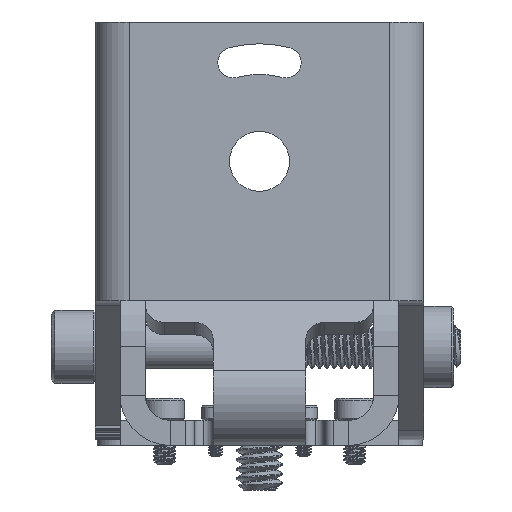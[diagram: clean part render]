
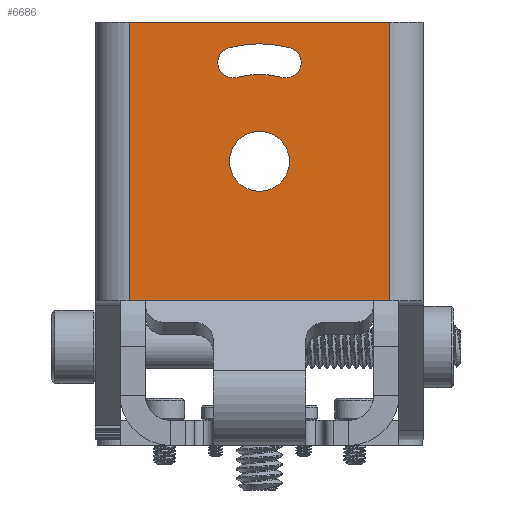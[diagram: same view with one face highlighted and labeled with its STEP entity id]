
A CAD part, front view. The second image highlights one B-rep face of the part: STEP entity #6686.
In plain terms, the highlighted planar face has unit normal (0, -1, 0).
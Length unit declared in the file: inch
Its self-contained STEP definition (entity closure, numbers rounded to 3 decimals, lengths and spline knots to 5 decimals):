
#6 = VECTOR ( 'NONE', #5519, 39.37008 ) ;
#1283 = VERTEX_POINT ( 'NONE', #3345 ) ;
#1396 = VERTEX_POINT ( 'NONE', #25667 ) ;
#1559 = CARTESIAN_POINT ( 'NONE',  ( -0.7, 0., 0.75 ) ) ;
#1942 = VECTOR ( 'NONE', #17822, 39.37008 ) ;
#2056 = CARTESIAN_POINT ( 'NONE',  ( 0., 0., 0. ) ) ;
#2881 = CARTESIAN_POINT ( 'NONE',  ( -0.7, 0., 0.75 ) ) ;
#3345 = CARTESIAN_POINT ( 'NONE',  ( 0., 0., -0.1615 ) ) ;
#3586 = CARTESIAN_POINT ( 'NONE',  ( 0.121, 0., 0.45157 ) ) ;
#3869 = CARTESIAN_POINT ( 'NONE',  ( 0., 0., 0. ) ) ;
#4066 = AXIS2_PLACEMENT_3D ( 'NONE', #36187, #17550, #26736 ) ;
#4468 = DIRECTION ( 'NONE',  ( 0., 1., 0. ) ) ;
#4585 = EDGE_CURVE ( 'NONE', #25479, #32820, #6223, .T. ) ;
#5519 = DIRECTION ( 'NONE',  ( -1., 0., 0. ) ) ;
#5726 = ORIENTED_EDGE ( 'NONE', *, *, #26121, .F. ) ;
#5768 = DIRECTION ( 'NONE',  ( 0., -1., 0. ) ) ;
#6223 = CIRCLE ( 'NONE', #25892, 0.6325 ) ;
#6560 = ORIENTED_EDGE ( 'NONE', *, *, #25057, .T. ) ;
#6686 = ADVANCED_FACE ( 'NONE', ( #11966, #27742, #16133 ), #10175, .F. ) ;
#6836 = CIRCLE ( 'NONE', #34296, 0.4675 ) ;
#7478 = DIRECTION ( 'NONE',  ( 0., 0., 1. ) ) ;
#7559 = ORIENTED_EDGE ( 'NONE', *, *, #31215, .F. ) ;
#7761 = CARTESIAN_POINT ( 'NONE',  ( -0.121, 0., 0.45157 ) ) ;
#8064 = CARTESIAN_POINT ( 'NONE',  ( 0.7, 0., -0.75 ) ) ;
#8326 = DIRECTION ( 'NONE',  ( 0., -1., 0. ) ) ;
#8380 = EDGE_CURVE ( 'NONE', #36209, #33265, #11471, .T. ) ;
#8787 = ORIENTED_EDGE ( 'NONE', *, *, #11182, .F. ) ;
#9156 = AXIS2_PLACEMENT_3D ( 'NONE', #29649, #29850, #38871 ) ;
#9592 = DIRECTION ( 'NONE',  ( 0., 1., 0. ) ) ;
#9766 = EDGE_LOOP ( 'NONE', ( #19478, #6560 ) ) ;
#9886 = CARTESIAN_POINT ( 'NONE',  ( -0.75, 0., 0.75 ) ) ;
#9905 = ORIENTED_EDGE ( 'NONE', *, *, #15513, .F. ) ;
#10175 = PLANE ( 'NONE',  #37494 ) ;
#10269 = DIRECTION ( 'NONE',  ( 0., 0., 1. ) ) ;
#10594 = CIRCLE ( 'NONE', #25880, 0.1615 ) ;
#11182 = EDGE_CURVE ( 'NONE', #36209, #19425, #12817, .T. ) ;
#11238 = AXIS2_PLACEMENT_3D ( 'NONE', #3869, #16025, #28232 ) ;
#11471 = LINE ( 'NONE', #2881, #1942 ) ;
#11769 = CARTESIAN_POINT ( 'NONE',  ( 0., 0., 0.4675 ) ) ;
#11881 = VECTOR ( 'NONE', #38053, 39.37008 ) ;
#11966 = FACE_BOUND ( 'NONE', #33894, .T. ) ;
#12393 = CARTESIAN_POINT ( 'NONE',  ( 0., 0., 0. ) ) ;
#12817 = LINE ( 'NONE', #9886, #30807 ) ;
#13979 = EDGE_LOOP ( 'NONE', ( #33075, #8787, #32228, #9905 ) ) ;
#14083 = CIRCLE ( 'NONE', #32005, 0.6325 ) ;
#15513 = EDGE_CURVE ( 'NONE', #1396, #33265, #30465, .T. ) ;
#15938 = DIRECTION ( 'NONE',  ( 0., 0., 1. ) ) ;
#16025 = DIRECTION ( 'NONE',  ( 0., 1., 0. ) ) ;
#16133 = FACE_OUTER_BOUND ( 'NONE', #13979, .T. ) ;
#16228 = CARTESIAN_POINT ( 'NONE',  ( 0., 0., 0. ) ) ;
#17550 = DIRECTION ( 'NONE',  ( 0., -1., 0. ) ) ;
#17822 = DIRECTION ( 'NONE',  ( 0., 0., -1. ) ) ;
#18668 = CIRCLE ( 'NONE', #9156, 0.1615 ) ;
#19425 = VERTEX_POINT ( 'NONE', #27625 ) ;
#19478 = ORIENTED_EDGE ( 'NONE', *, *, #38311, .T. ) ;
#20246 = DIRECTION ( 'NONE',  ( 0., 0., 1. ) ) ;
#21243 = CIRCLE ( 'NONE', #4066, 0.0825 ) ;
#21313 = EDGE_CURVE ( 'NONE', #38322, #25479, #14083, .T. ) ;
#21994 = VERTEX_POINT ( 'NONE', #3586 ) ;
#22014 = DIRECTION ( 'NONE',  ( 1., 0., 0. ) ) ;
#22397 = DIRECTION ( 'NONE',  ( 0., 1., 0. ) ) ;
#22618 = ORIENTED_EDGE ( 'NONE', *, *, #28657, .F. ) ;
#23193 = LINE ( 'NONE', #8064, #11881 ) ;
#23201 = CARTESIAN_POINT ( 'NONE',  ( 0.1637, 0., 0.61095 ) ) ;
#23304 = CIRCLE ( 'NONE', #32284, 0.0825 ) ;
#25057 = EDGE_CURVE ( 'NONE', #1283, #33906, #18668, .T. ) ;
#25479 = VERTEX_POINT ( 'NONE', #37650 ) ;
#25667 = CARTESIAN_POINT ( 'NONE',  ( 0.7, 0., -0.75 ) ) ;
#25880 = AXIS2_PLACEMENT_3D ( 'NONE', #2056, #4468, #7478 ) ;
#25892 = AXIS2_PLACEMENT_3D ( 'NONE', #29093, #8326, #32518 ) ;
#26121 = EDGE_CURVE ( 'NONE', #32820, #31678, #21243, .T. ) ;
#26736 = DIRECTION ( 'NONE',  ( 0., 0., 1. ) ) ;
#27625 = CARTESIAN_POINT ( 'NONE',  ( 0.7, 0., 0.75 ) ) ;
#27742 = FACE_BOUND ( 'NONE', #9766, .T. ) ;
#28232 = DIRECTION ( 'NONE',  ( 0., 0., 1. ) ) ;
#28457 = CIRCLE ( 'NONE', #11238, 0.4675 ) ;
#28657 = EDGE_CURVE ( 'NONE', #21994, #38322, #23304, .T. ) ;
#28995 = CARTESIAN_POINT ( 'NONE',  ( -0.1637, 0., 0.61095 ) ) ;
#29093 = CARTESIAN_POINT ( 'NONE',  ( 0., 0., 0. ) ) ;
#29649 = CARTESIAN_POINT ( 'NONE',  ( 0., 0., 0. ) ) ;
#29850 = DIRECTION ( 'NONE',  ( 0., 1., 0. ) ) ;
#30050 = CARTESIAN_POINT ( 'NONE',  ( -0.75, 0., -0.75 ) ) ;
#30465 = LINE ( 'NONE', #30050, #6 ) ;
#30807 = VECTOR ( 'NONE', #22014, 39.37008 ) ;
#30812 = DIRECTION ( 'NONE',  ( 0., -1., 0. ) ) ;
#31215 = EDGE_CURVE ( 'NONE', #33957, #21994, #28457, .T. ) ;
#31678 = VERTEX_POINT ( 'NONE', #7761 ) ;
#32005 = AXIS2_PLACEMENT_3D ( 'NONE', #12393, #30812, #20246 ) ;
#32228 = ORIENTED_EDGE ( 'NONE', *, *, #8380, .T. ) ;
#32284 = AXIS2_PLACEMENT_3D ( 'NONE', #39146, #5768, #39350 ) ;
#32329 = ORIENTED_EDGE ( 'NONE', *, *, #38180, .F. ) ;
#32518 = DIRECTION ( 'NONE',  ( 0., 0., 1. ) ) ;
#32728 = CARTESIAN_POINT ( 'NONE',  ( -0.7, 0., -0.75 ) ) ;
#32820 = VERTEX_POINT ( 'NONE', #28995 ) ;
#33075 = ORIENTED_EDGE ( 'NONE', *, *, #37212, .T. ) ;
#33265 = VERTEX_POINT ( 'NONE', #32728 ) ;
#33385 = CARTESIAN_POINT ( 'NONE',  ( 0., 0., 0.1615 ) ) ;
#33894 = EDGE_LOOP ( 'NONE', ( #32329, #5726, #36555, #35129, #22618, #7559 ) ) ;
#33906 = VERTEX_POINT ( 'NONE', #33385 ) ;
#33957 = VERTEX_POINT ( 'NONE', #11769 ) ;
#34180 = CARTESIAN_POINT ( 'NONE',  ( 0., 0., 0. ) ) ;
#34296 = AXIS2_PLACEMENT_3D ( 'NONE', #16228, #22397, #10269 ) ;
#35129 = ORIENTED_EDGE ( 'NONE', *, *, #21313, .F. ) ;
#36187 = CARTESIAN_POINT ( 'NONE',  ( -0.14235, 0., 0.53126 ) ) ;
#36209 = VERTEX_POINT ( 'NONE', #1559 ) ;
#36555 = ORIENTED_EDGE ( 'NONE', *, *, #4585, .F. ) ;
#37212 = EDGE_CURVE ( 'NONE', #1396, #19425, #23193, .T. ) ;
#37494 = AXIS2_PLACEMENT_3D ( 'NONE', #34180, #9592, #15938 ) ;
#37650 = CARTESIAN_POINT ( 'NONE',  ( 0., 0., 0.6325 ) ) ;
#38053 = DIRECTION ( 'NONE',  ( 0., 0., 1. ) ) ;
#38180 = EDGE_CURVE ( 'NONE', #31678, #33957, #6836, .T. ) ;
#38311 = EDGE_CURVE ( 'NONE', #33906, #1283, #10594, .T. ) ;
#38322 = VERTEX_POINT ( 'NONE', #23201 ) ;
#38871 = DIRECTION ( 'NONE',  ( 0., 0., 1. ) ) ;
#39146 = CARTESIAN_POINT ( 'NONE',  ( 0.14235, 0., 0.53126 ) ) ;
#39350 = DIRECTION ( 'NONE',  ( 0., 0., 1. ) ) ;
